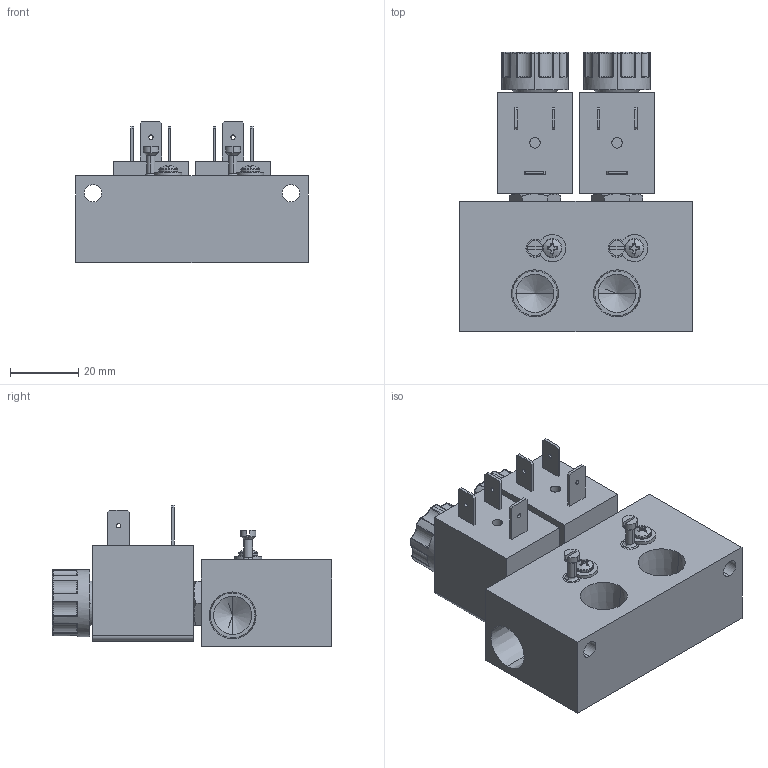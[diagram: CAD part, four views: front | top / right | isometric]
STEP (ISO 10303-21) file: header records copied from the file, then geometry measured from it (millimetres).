
FILE_DESCRIPTION (( 'STEP AP203' ), '1' );
FILE_NAME ('SC921YN02VDBA5F.step', '2023-12-20T17:06:31', ( '' ), ( '' ), 'SwSTEP 2.0', 'SolidWorks 2023', '' );
FILE_SCHEMA (( 'CONFIG_CONTROL_DESIGN' ));
Length unit declared in the file: inch
Products named in the file (1): SC921YN02VDBA5F
Bounding box: 68 x 81.67 x 41.33 mm (x, y, z)
Volume: 100933.5 mm3; surface area: 25980.1 mm2
Topology: 1 solids, 1 shells, 589 faces, 1455 edges, 844 vertices
Faces by surface type: bspline 242, plane 156, cylinder 152, cone 39
Entity records: 20750 total; most frequent: CARTESIAN_POINT 8333, ORIENTED_EDGE 2806, DIRECTION 2341, EDGE_CURVE 1403, AXIS2_PLACEMENT_3D 948, VERTEX_POINT 844, EDGE_LOOP 637, CIRCLE 600
